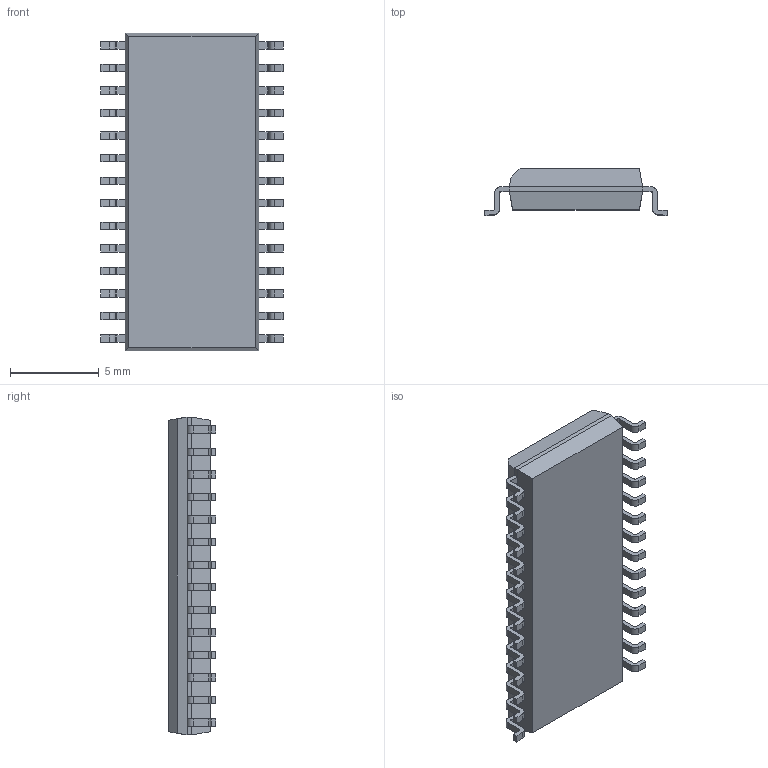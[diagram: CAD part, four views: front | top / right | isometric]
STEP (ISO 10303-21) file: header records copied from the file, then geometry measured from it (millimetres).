
FILE_DESCRIPTION (( 'STEP AP214' ), '1' );
FILE_NAME ('DSPIC30F2010-30I_SO.STEP', '2023-04-05T03:00:09', ( '' ), ( '' ), 'SwSTEP 2.0', 'SolidWorks 2021', '' );
FILE_SCHEMA (( 'AUTOMOTIVE_DESIGN' ));
Length unit declared in the file: millimetre
Products named in the file (1): DSPIC30F2010-30I_SO
Bounding box: 10.3 x 2.65 x 17.9 mm (x, y, z)
Volume: 311.3 mm3; surface area: 466.6 mm2
Topology: 30 solids, 30 shells, 414 faces, 1051 edges, 698 vertices
Faces by surface type: plane 298, cylinder 116
Entity records: 12718 total; most frequent: CARTESIAN_POINT 2164, DIRECTION 2113, ORIENTED_EDGE 2102, EDGE_CURVE 1051, LINE 819, VECTOR 819, VERTEX_POINT 698, AXIS2_PLACEMENT_3D 647
